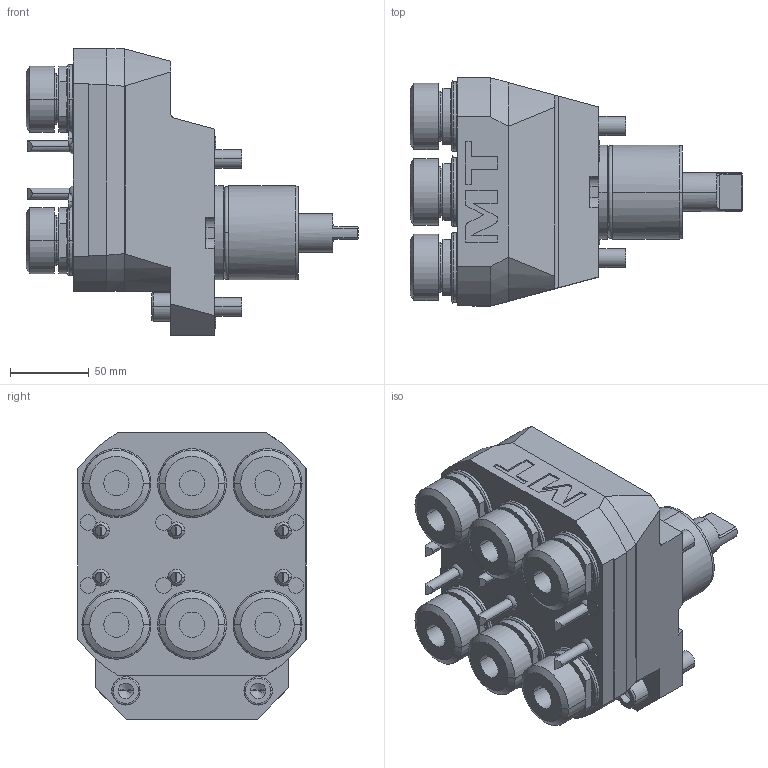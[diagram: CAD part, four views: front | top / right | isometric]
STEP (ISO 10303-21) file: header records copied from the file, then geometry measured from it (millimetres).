
FILE_DESCRIPTION((''),'2;1');
FILE_NAME('MNL0210625_CONF','2023-02-13T09:51:52',('sterribile'),('M.T. srl'),'CREO PARAMETRIC BY PTC INC, 2021072','CREO PARAMETRIC BY PTC INC, 2021072','');
FILE_SCHEMA(('CONFIG_CONTROL_DESIGN'));
Length unit declared in the file: millimetre
Products named in the file (1): MNL0210625_CONF
Bounding box: 210.96 x 145 x 182 mm (x, y, z)
Volume: 2060029.1 mm3; surface area: 158953.1 mm2
Topology: 1 solids, 1 shells, 538 faces, 1236 edges, 788 vertices
Faces by surface type: plane 233, cylinder 217, cone 38, torus 34, sphere 12, extrusion 4
Entity records: 16015 total; most frequent: CARTESIAN_POINT 3379, DIRECTION 2822, ORIENTED_EDGE 2464, EDGE_CURVE 1232, AXIS2_PLACEMENT_3D 1110, VERTEX_POINT 788, EDGE_LOOP 630, VECTOR 602
